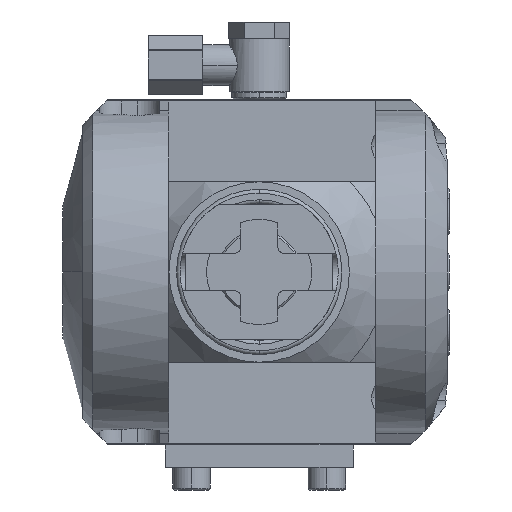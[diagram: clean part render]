
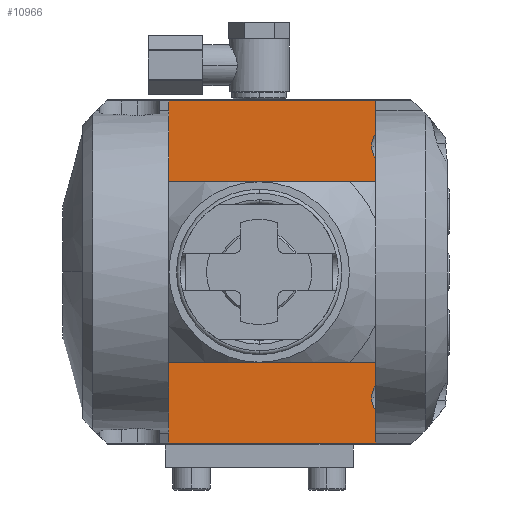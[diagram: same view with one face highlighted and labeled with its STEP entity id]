
A CAD part, left-side view. The second image highlights one B-rep face of the part: STEP entity #10966.
In plain terms, the highlighted planar face has unit normal (-1, 0, 0).
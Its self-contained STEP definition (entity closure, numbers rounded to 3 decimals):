
#587=DIRECTION('',(0.,-1.,0.));
#588=VECTOR('',#587,55.);
#589=CARTESIAN_POINT('',(-29.8,24.,45.5));
#590=LINE('',#589,#588);
#724=DIRECTION('',(0.,0.,1.));
#725=VECTOR('',#724,8.697);
#726=CARTESIAN_POINT('',(-29.8,-31.,-45.5));
#727=LINE('',#726,#725);
#728=DIRECTION('',(0.,0.,1.));
#729=VECTOR('',#728,60.394);
#730=CARTESIAN_POINT('',(-29.8,-31.,-30.197));
#731=LINE('',#730,#729);
#732=DIRECTION('',(0.,0.,1.));
#733=VECTOR('',#732,8.697);
#734=CARTESIAN_POINT('',(-29.8,-31.,36.803));
#735=LINE('',#734,#733);
#1015=DIRECTION('',(0.,0.,1.));
#1016=VECTOR('',#1015,91.);
#1017=CARTESIAN_POINT('',(-29.8,24.,-45.5));
#1018=LINE('',#1017,#1016);
#2774=DIRECTION('',(0.,1.,0.));
#2775=VECTOR('',#2774,55.);
#2776=CARTESIAN_POINT('',(-29.8,-31.,-45.5));
#2777=LINE('',#2776,#2775);
#3669=CARTESIAN_POINT('',(-29.8,-35.5,-33.5));
#3670=DIRECTION('',(1.,0.,0.));
#3671=DIRECTION('',(0.,1.,0.));
#3672=AXIS2_PLACEMENT_3D('',#3669,#3670,#3671);
#3972=CARTESIAN_POINT('',(-29.8,-35.5,-33.5));
#3973=DIRECTION('',(1.,0.,0.));
#3974=DIRECTION('',(0.,0.806,-0.592));
#3975=AXIS2_PLACEMENT_3D('',#3972,#3973,#3974);
#4190=CARTESIAN_POINT('',(-29.8,-35.5,33.5));
#4191=DIRECTION('',(1.,0.,0.));
#4192=DIRECTION('',(0.,0.806,-0.592));
#4193=AXIS2_PLACEMENT_3D('',#4190,#4191,#4192);
#4256=CARTESIAN_POINT('',(-29.8,-35.5,33.5));
#4257=DIRECTION('',(1.,0.,0.));
#4258=DIRECTION('',(0.,1.,0.));
#4259=AXIS2_PLACEMENT_3D('',#4256,#4257,#4258);
#5981=CARTESIAN_POINT('',(-29.8,24.,-45.5));
#5982=CARTESIAN_POINT('',(-29.8,24.,45.5));
#5983=VERTEX_POINT('',#5981);
#5984=VERTEX_POINT('',#5982);
#5985=CARTESIAN_POINT('',(-29.8,-31.,45.5));
#5986=VERTEX_POINT('',#5985);
#5987=CARTESIAN_POINT('',(-29.8,-31.,-45.5));
#5988=VERTEX_POINT('',#5987);
#6088=CARTESIAN_POINT('',(-29.8,-31.,30.197));
#6089=CARTESIAN_POINT('',(-29.8,-29.918,33.5));
#6090=VERTEX_POINT('',#6088);
#6091=VERTEX_POINT('',#6089);
#6092=CARTESIAN_POINT('',(-29.8,-31.,36.803));
#6093=VERTEX_POINT('',#6092);
#6100=CARTESIAN_POINT('',(-29.8,-29.918,-33.5));
#6101=CARTESIAN_POINT('',(-29.8,-31.,-30.197));
#6102=VERTEX_POINT('',#6100);
#6103=VERTEX_POINT('',#6101);
#6104=CARTESIAN_POINT('',(-29.8,-31.,-36.803));
#6105=VERTEX_POINT('',#6104);
#10945=CARTESIAN_POINT('',(-29.8,24.,-57.));
#10946=DIRECTION('',(1.,0.,0.));
#10947=DIRECTION('',(0.,0.,1.));
#10948=AXIS2_PLACEMENT_3D('',#10945,#10946,#10947);
#10949=PLANE('',#10948);
#10951=ORIENTED_EDGE('',*,*,#10950,.F.);
#10953=ORIENTED_EDGE('',*,*,#10952,.F.);
#10954=ORIENTED_EDGE('',*,*,#8037,.F.);
#10955=ORIENTED_EDGE('',*,*,#10176,.T.);
#10956=ORIENTED_EDGE('',*,*,#8260,.T.);
#10957=ORIENTED_EDGE('',*,*,#7910,.T.);
#10958=ORIENTED_EDGE('',*,*,#8053,.F.);
#10960=ORIENTED_EDGE('',*,*,#10959,.F.);
#10962=ORIENTED_EDGE('',*,*,#10961,.F.);
#10963=ORIENTED_EDGE('',*,*,#8045,.F.);
#10964=EDGE_LOOP('',(#10951,#10953,#10954,#10955,#10956,#10957,#10958,#10960,
#10962,#10963));
#10965=FACE_OUTER_BOUND('',#10964,.F.);
#10966=ADVANCED_FACE('',(#10965),#10949,.F.);
#3673=CIRCLE('',#3672,5.582);
#3976=CIRCLE('',#3975,5.582);
#4194=CIRCLE('',#4193,5.582);
#4260=CIRCLE('',#4259,5.582);
#7910=EDGE_CURVE('',#5984,#5986,#590,.T.);
#8037=EDGE_CURVE('',#5988,#6105,#727,.T.);
#8045=EDGE_CURVE('',#6103,#6090,#731,.T.);
#8053=EDGE_CURVE('',#6093,#5986,#735,.T.);
#8260=EDGE_CURVE('',#5983,#5984,#1018,.T.);
#10176=EDGE_CURVE('',#5988,#5983,#2777,.T.);
#10950=EDGE_CURVE('',#6102,#6103,#3673,.T.);
#10952=EDGE_CURVE('',#6105,#6102,#3976,.T.);
#10959=EDGE_CURVE('',#6091,#6093,#4260,.T.);
#10961=EDGE_CURVE('',#6090,#6091,#4194,.T.);
